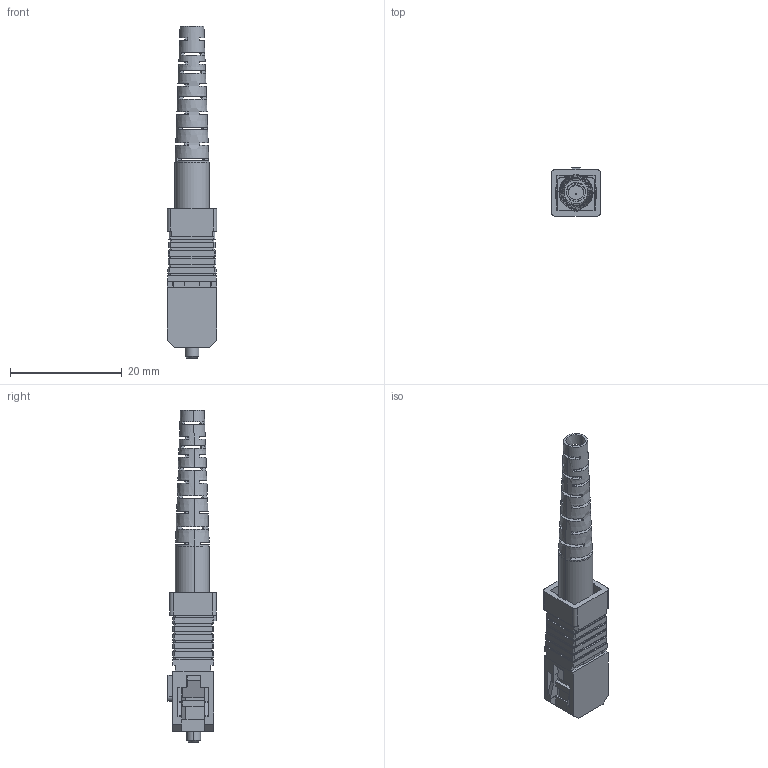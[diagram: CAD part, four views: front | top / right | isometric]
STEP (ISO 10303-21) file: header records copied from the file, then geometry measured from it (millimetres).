
FILE_DESCRIPTION (( 'STEP AP214' ), '1' );
FILE_NAME ('19860-E0W.STEP', '2012-03-29T20:28:38', ( 'Admin' ), ( '' ), 'SwSTEP 2.0', 'SolidWorks 2011', '' );
FILE_SCHEMA (( 'AUTOMOTIVE_DESIGN' ));
Length unit declared in the file: inch
Products named in the file (1): 19860-E0W
Bounding box: 8.81 x 8.65 x 59.36 mm (x, y, z)
Volume: 1320.8 mm3; surface area: 4285.3 mm2
Topology: 6 solids, 6 shells, 569 faces, 1657 edges, 1085 vertices
Faces by surface type: plane 456, cylinder 85, cone 12, torus 11, bspline 5
Entity records: 26918 total; most frequent: CARTESIAN_POINT 4213, ORIENTED_EDGE 3314, DIRECTION 2999, EDGE_CURVE 1657, LINE 1221, VECTOR 1221, VERTEX_POINT 1085, AXIS2_PLACEMENT_3D 889
